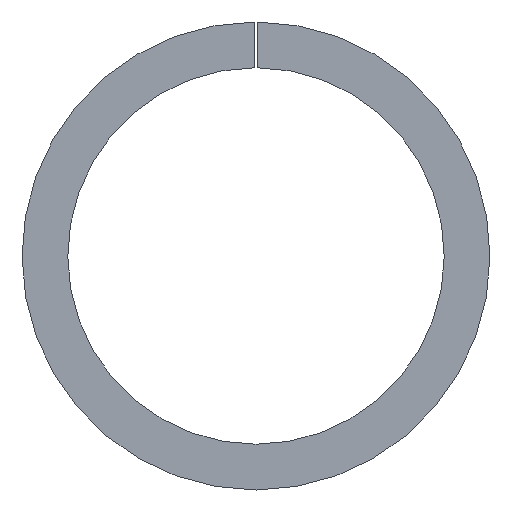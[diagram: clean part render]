
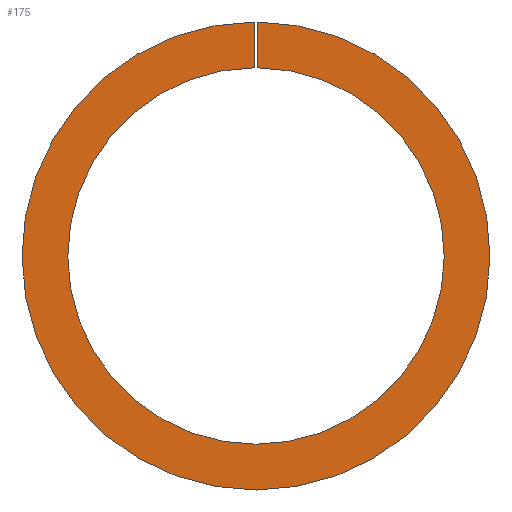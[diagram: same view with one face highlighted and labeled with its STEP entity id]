
A CAD part, front view. The second image highlights one B-rep face of the part: STEP entity #175.
In plain terms, the highlighted planar face has unit normal (0, -1, 0).
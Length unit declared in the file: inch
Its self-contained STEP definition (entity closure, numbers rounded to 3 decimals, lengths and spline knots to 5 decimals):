
#26=CARTESIAN_POINT('',(0.002,-3.,0.255));
#27=VERTEX_POINT('',#26);
#43=CARTESIAN_POINT('',(-0.002,-3.,0.255));
#44=VERTEX_POINT('',#43);
#51=CARTESIAN_POINT('',(0.,-3.,0.));
#52=DIRECTION('',(0.,-1.,0.));
#53=DIRECTION('',(1.,0.,0.));
#54=AXIS2_PLACEMENT_3D('',#51,#52,#53);
#55=CIRCLE('',#54,0.255);
#56=EDGE_CURVE('',#44,#27,#55,.T.);
#66=CARTESIAN_POINT('',(-0.002,-3.,0.317));
#67=VERTEX_POINT('',#66);
#76=CARTESIAN_POINT('',(-0.002,-3.,0.255));
#77=DIRECTION('',(0.,0.,-1.));
#78=VECTOR('',#77,1.);
#79=LINE('',#76,#78);
#80=EDGE_CURVE('',#67,#44,#79,.T.);
#97=CARTESIAN_POINT('',(0.002,-3.,0.317));
#98=VERTEX_POINT('',#97);
#107=CARTESIAN_POINT('',(0.,-3.,0.));
#108=DIRECTION('',(0.,1.,0.));
#109=DIRECTION('',(1.,0.,0.));
#110=AXIS2_PLACEMENT_3D('',#107,#108,#109);
#111=CIRCLE('',#110,0.317);
#112=EDGE_CURVE('',#98,#67,#111,.T.);
#138=CARTESIAN_POINT('',(0.002,-3.,0.255));
#139=DIRECTION('',(0.,0.,1.));
#140=VECTOR('',#139,1.);
#141=LINE('',#138,#140);
#142=EDGE_CURVE('',#27,#98,#141,.T.);
#164=ORIENTED_EDGE('',*,*,#112,.F.);
#165=ORIENTED_EDGE('',*,*,#142,.F.);
#166=ORIENTED_EDGE('',*,*,#56,.F.);
#167=ORIENTED_EDGE('',*,*,#80,.F.);
#168=EDGE_LOOP('',(#164,#165,#166,#167));
#169=FACE_OUTER_BOUND('',#168,.T.);
#170=CARTESIAN_POINT('',(0.002,-3.,0.27436));
#171=DIRECTION('',(0.,1.,0.));
#172=DIRECTION('',(-1.,0.,0.));
#173=AXIS2_PLACEMENT_3D('',#170,#171,#172);
#174=PLANE('',#173);
#175=ADVANCED_FACE('',(#169),#174,.F.);
